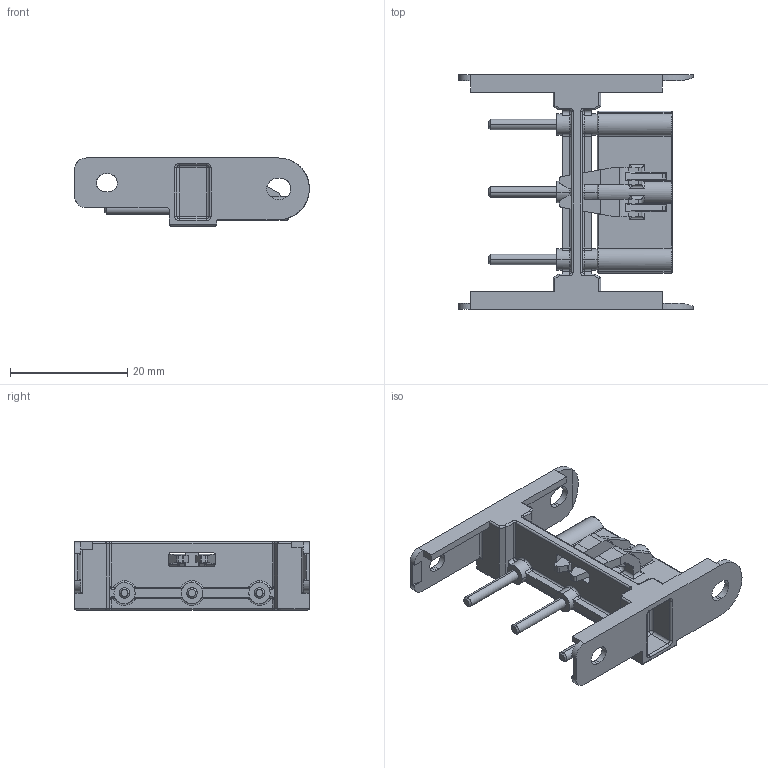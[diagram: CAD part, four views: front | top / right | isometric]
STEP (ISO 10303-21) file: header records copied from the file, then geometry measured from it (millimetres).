
FILE_DESCRIPTION (( 'STEP AP214' ), '1' );
FILE_NAME ('6117198.stp', '2017-08-16T12:32:14', ( '' ), ( '' ), 'SwSTEP 2.0', 'SolidWorks 2016', '' );
FILE_SCHEMA (( 'AUTOMOTIVE_DESIGN' ));
Length unit declared in the file: millimetre
Products named in the file (5): P_6117198T4_1_Standard; P_6117198T1_1_Standard; P_6117198T2_1_Standard; P_6117198T3_1_Standard; 6117198
Assembly tree (6 placements, depth 3):
  6117198
    P_6117198T1_1_Standard
      P_6117198T3_1_Standard
      P_6117198T2_1_Standard  x3
    P_6117198T4_1_Standard
Bounding box: 40 x 40 x 11.6 mm (x, y, z)
Volume: 3139.2 mm3; surface area: 5526.4 mm2
Topology: 5 solids, 5 shells, 592 faces, 1469 edges, 874 vertices
Faces by surface type: cylinder 252, plane 167, torus 101, bspline 32, cone 24, sphere 16
Entity records: 25969 total; most frequent: CARTESIAN_POINT 6380, ORIENTED_EDGE 2846, DIRECTION 2615, EDGE_CURVE 1423, AXIS2_PLACEMENT_3D 979, VERTEX_POINT 858, VECTOR 657, LINE 657
